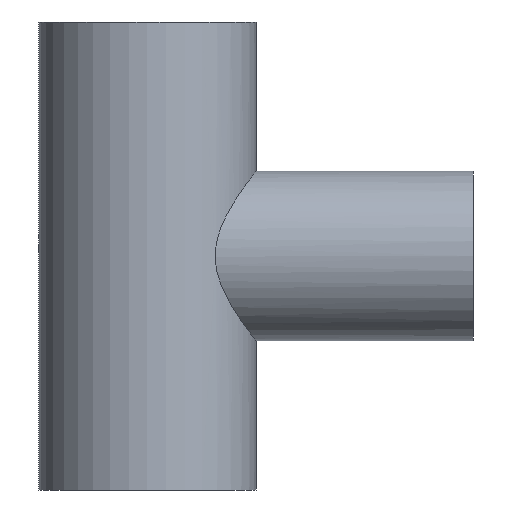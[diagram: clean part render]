
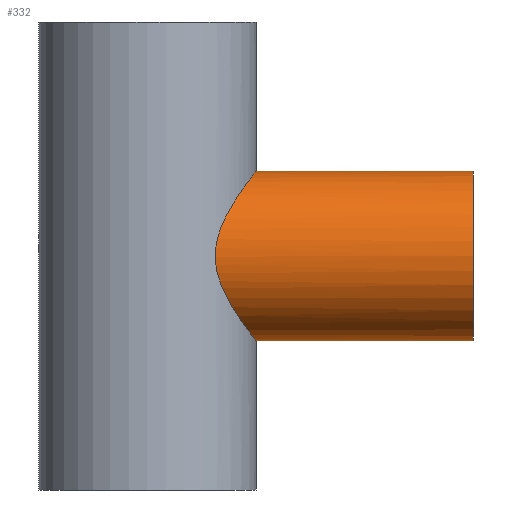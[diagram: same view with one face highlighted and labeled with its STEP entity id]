
A CAD part, front view. The second image highlights one B-rep face of the part: STEP entity #332.
In plain terms, the highlighted cylindrical face has radius 25 mm (diameter 50 mm), a partial arc.
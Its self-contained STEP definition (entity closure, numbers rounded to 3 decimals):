
#12 = CARTESIAN_POINT ( 'NONE',  ( 96., 0., -25. ) ) ;
#24 = DIRECTION ( 'NONE',  ( 0., 0., -1. ) ) ;
#31 = CARTESIAN_POINT ( 'NONE',  ( 30.668, -9.17, 23.272 ) ) ;
#39 = CARTESIAN_POINT ( 'NONE',  ( 21.076, -24.08, 6.734 ) ) ;
#44 = CARTESIAN_POINT ( 'NONE',  ( 31.187, -7.179, 23.951 ) ) ;
#51 = CARTESIAN_POINT ( 'NONE',  ( 24.539, -20.541, 14.255 ) ) ;
#59 = CARTESIAN_POINT ( 'NONE',  ( 21.208, -23.964, 7.134 ) ) ;
#67 = CARTESIAN_POINT ( 'NONE',  ( 29.915, -11.476, -22.273 ) ) ;
#138 = CARTESIAN_POINT ( 'NONE',  ( 23.613, -21.627, 12.638 ) ) ;
#144 = CARTESIAN_POINT ( 'NONE',  ( 31.279, -6.769, 24.07 ) ) ;
#153 = CARTESIAN_POINT ( 'NONE',  ( 31.521, -5.532, 24.384 ) ) ;
#164 = CARTESIAN_POINT ( 'NONE',  ( 23.626, -21.589, -12.631 ) ) ;
#171 = CARTESIAN_POINT ( 'NONE',  ( 23.094, -22.153, -11.594 ) ) ;
#176 = CARTESIAN_POINT ( 'NONE',  ( 96., 0., 25. ) ) ;
#177 = CARTESIAN_POINT ( 'NONE',  ( 32., -0.86, -25. ) ) ;
#182 = CARTESIAN_POINT ( 'NONE',  ( 26.959, -17.253, -18.11 ) ) ;
#186 = AXIS2_PLACEMENT_3D ( 'NONE', #306, #700, #24 ) ;
#197 = EDGE_CURVE ( 'NONE', #405, #709, #369, .T. ) ;
#229 = CARTESIAN_POINT ( 'NONE',  ( 29.006, -13.536, 21.034 ) ) ;
#235 = CARTESIAN_POINT ( 'NONE',  ( 29.32, -12.843, 21.464 ) ) ;
#251 = CARTESIAN_POINT ( 'NONE',  ( 32., 0., 25. ) ) ;
#272 = CARTESIAN_POINT ( 'NONE',  ( 28.358, -14.844, -20.132 ) ) ;
#306 = CARTESIAN_POINT ( 'NONE',  ( 96., 0., 0. ) ) ;
#332 = ADVANCED_FACE ( 'NONE', ( #756 ), #563, .T. ) ;
#336 = CARTESIAN_POINT ( 'NONE',  ( 30.892, -8.389, 23.566 ) ) ;
#352 = CARTESIAN_POINT ( 'NONE',  ( 32., -1.746, 25. ) ) ;
#363 = EDGE_LOOP ( 'NONE', ( #1200, #802, #843, #997 ) ) ;
#365 = CARTESIAN_POINT ( 'NONE',  ( 22.919, -22.333, -11.242 ) ) ;
#369 = LINE ( 'NONE', #176, #1205 ) ;
#370 = CARTESIAN_POINT ( 'NONE',  ( 20.423, -24.636, -4.274 ) ) ;
#375 = CARTESIAN_POINT ( 'NONE',  ( 22.576, -22.68, -10.525 ) ) ;
#405 = VERTEX_POINT ( 'NONE', #1010 ) ;
#409 = CARTESIAN_POINT ( 'NONE',  ( 32., 0., 25. ) ) ;
#414 = CARTESIAN_POINT ( 'NONE',  ( 32., 0., -25. ) ) ;
#417 = CARTESIAN_POINT ( 'NONE',  ( 24.725, -20.316, 14.574 ) ) ;
#420 = CARTESIAN_POINT ( 'NONE',  ( 96., 0., -25. ) ) ;
#423 = VECTOR ( 'NONE', #1083, 1000. ) ;
#427 = CARTESIAN_POINT ( 'NONE',  ( 20.72, -24.386, 5.522 ) ) ;
#431 = CARTESIAN_POINT ( 'NONE',  ( 19.975, -25., 0.43 ) ) ;
#453 = CARTESIAN_POINT ( 'NONE',  ( 25.849, -18.91, -16.429 ) ) ;
#460 = CARTESIAN_POINT ( 'NONE',  ( 22.407, -22.847, -10.158 ) ) ;
#471 = EDGE_CURVE ( 'NONE', #709, #702, #647, .T. ) ;
#474 = CARTESIAN_POINT ( 'NONE',  ( 31.653, -4.721, -24.554 ) ) ;
#483 = AXIS2_PLACEMENT_3D ( 'NONE', #1149, #670, #855 ) ;
#515 = CARTESIAN_POINT ( 'NONE',  ( 20.262, -24.768, -3.427 ) ) ;
#522 = CARTESIAN_POINT ( 'NONE',  ( 27.321, -16.712, 18.658 ) ) ;
#529 = CARTESIAN_POINT ( 'NONE',  ( 20.088, -24.91, 2.166 ) ) ;
#541 = CARTESIAN_POINT ( 'NONE',  ( 22.897, -22.373, 11.27 ) ) ;
#553 = CARTESIAN_POINT ( 'NONE',  ( 31.713, -4.299, -24.631 ) ) ;
#563 = CYLINDRICAL_SURFACE ( 'NONE', #483, 25. ) ;
#566 = DIRECTION ( 'NONE',  ( -1., 0., 0. ) ) ;
#569 = CARTESIAN_POINT ( 'NONE',  ( 21.026, -24.129, -6.756 ) ) ;
#575 = CARTESIAN_POINT ( 'NONE',  ( 29.327, -12.886, -21.482 ) ) ;
#620 = CARTESIAN_POINT ( 'NONE',  ( 28.026, -15.515, 19.668 ) ) ;
#640 = CARTESIAN_POINT ( 'NONE',  ( 25.852, -18.869, 16.418 ) ) ;
#647 = B_SPLINE_CURVE_WITH_KNOTS ( 'NONE', 3,
 ( #251, #352, #739, #153, #1132, #144, #44, #336, #31, #726, #648, #235, #229, #620, #522, #937, #640, #1022, #1237, #417, #51, #138, #541, #1123, #922, #59, #39, #1209, #427, #1015, #731, #529, #822, #1215, #431, #847, #746, #1041, #515, #370, #771, #569, #669, #460, #375, #365, #171, #164, #961, #853, #453, #182, #1244, #1059, #272, #575, #67, #866, #766, #474, #553, #1165, #1251, #967, #177, #1147 ),
 .UNSPECIFIED., .F., .F.,
 ( 4, 2, 2, 2, 2, 2, 2, 2, 2, 2, 2, 2, 2, 2, 2, 2, 2, 2, 2, 2, 2, 2, 2, 2, 2, 2, 2, 2, 2, 2, 2, 2, 4 ),
 ( 0., 0.005, 0.006, 0.008, 0.01, 0.013, 0.015, 0.021, 0.023, 0.024, 0.026, 0.031, 0.033, 0.035, 0.036, 0.039, 0.04, 0.041, 0.044, 0.045, 0.046, 0.052, 0.053, 0.054, 0.057, 0.062, 0.064, 0.067, 0.072, 0.077, 0.079, 0.08, 0.082 ),
 .UNSPECIFIED. ) ;
#648 = CARTESIAN_POINT ( 'NONE',  ( 29.903, -11.419, 22.254 ) ) ;
#669 = CARTESIAN_POINT ( 'NONE',  ( 21.592, -23.635, -8.307 ) ) ;
#670 = DIRECTION ( 'NONE',  ( -1., 0., 0. ) ) ;
#700 = DIRECTION ( 'NONE',  ( 1., 0., 0. ) ) ;
#702 = VERTEX_POINT ( 'NONE', #414 ) ;
#707 = LINE ( 'NONE', #12, #423 ) ;
#709 = VERTEX_POINT ( 'NONE', #409 ) ;
#726 = CARTESIAN_POINT ( 'NONE',  ( 30.174, -10.685, 22.616 ) ) ;
#731 = CARTESIAN_POINT ( 'NONE',  ( 20.253, -24.776, 3.451 ) ) ;
#739 = CARTESIAN_POINT ( 'NONE',  ( 31.858, -3.45, 24.819 ) ) ;
#745 = EDGE_CURVE ( 'NONE', #405, #905, #951, .T. ) ;
#746 = CARTESIAN_POINT ( 'NONE',  ( 20.031, -24.955, -1.723 ) ) ;
#756 = FACE_OUTER_BOUND ( 'NONE', #363, .T. ) ;
#766 = CARTESIAN_POINT ( 'NONE',  ( 31.313, -6.81, -24.115 ) ) ;
#771 = CARTESIAN_POINT ( 'NONE',  ( 20.515, -24.559, -4.694 ) ) ;
#781 = EDGE_CURVE ( 'NONE', #905, #702, #707, .T. ) ;
#802 = ORIENTED_EDGE ( 'NONE', *, *, #745, .F. ) ;
#822 = CARTESIAN_POINT ( 'NONE',  ( 20.045, -24.944, 1.731 ) ) ;
#843 = ORIENTED_EDGE ( 'NONE', *, *, #197, .T. ) ;
#847 = CARTESIAN_POINT ( 'NONE',  ( 19.975, -25., -0.865 ) ) ;
#853 = CARTESIAN_POINT ( 'NONE',  ( 25.096, -19.887, -15.228 ) ) ;
#855 = DIRECTION ( 'NONE',  ( 0., 0., 1. ) ) ;
#866 = CARTESIAN_POINT ( 'NONE',  ( 30.918, -8.409, -23.603 ) ) ;
#905 = VERTEX_POINT ( 'NONE', #420 ) ;
#922 = CARTESIAN_POINT ( 'NONE',  ( 21.624, -23.591, 8.315 ) ) ;
#937 = CARTESIAN_POINT ( 'NONE',  ( 26.224, -18.35, 16.997 ) ) ;
#951 = CIRCLE ( 'NONE', #186, 25. ) ;
#961 = CARTESIAN_POINT ( 'NONE',  ( 23.99, -21.185, -13.297 ) ) ;
#967 = CARTESIAN_POINT ( 'NONE',  ( 31.965, -1.721, -24.956 ) ) ;
#997 = ORIENTED_EDGE ( 'NONE', *, *, #471, .T. ) ;
#1010 = CARTESIAN_POINT ( 'NONE',  ( 96., 0., 25. ) ) ;
#1015 = CARTESIAN_POINT ( 'NONE',  ( 20.415, -24.644, 4.289 ) ) ;
#1022 = CARTESIAN_POINT ( 'NONE',  ( 25.289, -19.61, 15.512 ) ) ;
#1041 = CARTESIAN_POINT ( 'NONE',  ( 20.195, -24.823, -3.001 ) ) ;
#1059 = CARTESIAN_POINT ( 'NONE',  ( 28.021, -15.47, -19.654 ) ) ;
#1083 = DIRECTION ( 'NONE',  ( -1., 0., 0. ) ) ;
#1123 = CARTESIAN_POINT ( 'NONE',  ( 21.929, -23.309, 9.072 ) ) ;
#1132 = CARTESIAN_POINT ( 'NONE',  ( 31.446, -5.946, 24.286 ) ) ;
#1147 = CARTESIAN_POINT ( 'NONE',  ( 32., 0., -25. ) ) ;
#1149 = CARTESIAN_POINT ( 'NONE',  ( 96., 0., 0. ) ) ;
#1165 = CARTESIAN_POINT ( 'NONE',  ( 31.817, -3.446, -24.765 ) ) ;
#1200 = ORIENTED_EDGE ( 'NONE', *, *, #781, .F. ) ;
#1205 = VECTOR ( 'NONE', #566, 1000. ) ;
#1209 = CARTESIAN_POINT ( 'NONE',  ( 20.833, -24.29, 5.928 ) ) ;
#1215 = CARTESIAN_POINT ( 'NONE',  ( 19.989, -24.989, 0.862 ) ) ;
#1237 = CARTESIAN_POINT ( 'NONE',  ( 25.101, -19.851, 15.202 ) ) ;
#1244 = CARTESIAN_POINT ( 'NONE',  ( 27.321, -16.674, -18.644 ) ) ;
#1251 = CARTESIAN_POINT ( 'NONE',  ( 31.861, -3.013, -24.822 ) ) ;
